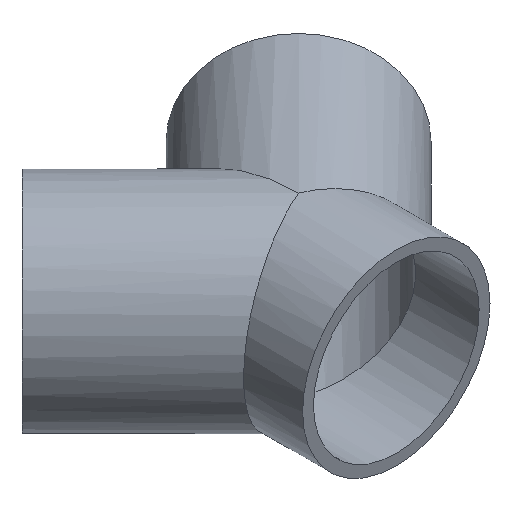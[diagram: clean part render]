
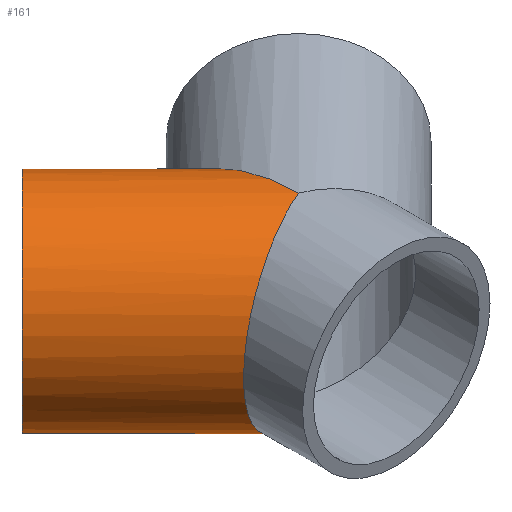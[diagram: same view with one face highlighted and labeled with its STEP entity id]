
A CAD part, isometric view. The second image highlights one B-rep face of the part: STEP entity #161.
In plain terms, the highlighted cylindrical face has radius 109.537 mm (diameter 219.075 mm), a full revolution.
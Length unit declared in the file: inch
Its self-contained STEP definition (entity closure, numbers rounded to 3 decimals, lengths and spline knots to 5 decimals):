
#26=FACE_OUTER_BOUND('',#36,.T.);
#36=EDGE_LOOP('',(#133,#134,#135,#136,#137,#138));
#46=CIRCLE('',#207,4.3125);
#52=LINE('',#308,#58);
#58=VECTOR('',#258,4.3125);
#66=ELLIPSE('',#198,6.0988,4.3125);
#67=ELLIPSE('',#199,6.0988,4.3125);
#69=ELLIPSE('',#205,4.66782,4.3125);
#76=VERTEX_POINT('',#289);
#78=VERTEX_POINT('',#292);
#79=VERTEX_POINT('',#294);
#82=VERTEX_POINT('',#307);
#94=EDGE_CURVE('',#78,#76,#66,.T.);
#95=EDGE_CURVE('',#79,#78,#67,.T.);
#101=EDGE_CURVE('',#79,#76,#69,.T.);
#102=EDGE_CURVE('',#78,#82,#52,.T.);
#103=EDGE_CURVE('',#82,#82,#46,.T.);
#133=ORIENTED_EDGE('',*,*,#95,.T.);
#134=ORIENTED_EDGE('',*,*,#102,.T.);
#135=ORIENTED_EDGE('',*,*,#103,.F.);
#136=ORIENTED_EDGE('',*,*,#102,.F.);
#137=ORIENTED_EDGE('',*,*,#94,.T.);
#138=ORIENTED_EDGE('',*,*,#101,.F.);
#154=CYLINDRICAL_SURFACE('',#206,4.3125);
#161=ADVANCED_FACE('',(#26),#154,.T.);
#198=AXIS2_PLACEMENT_3D('',#293,#238,#239);
#199=AXIS2_PLACEMENT_3D('',#295,#240,#241);
#205=AXIS2_PLACEMENT_3D('',#305,#254,#255);
#206=AXIS2_PLACEMENT_3D('',#306,#256,#257);
#207=AXIS2_PLACEMENT_3D('',#309,#259,#260);
#238=DIRECTION('center_axis',(-1.,0.,0.));
#239=DIRECTION('ref_axis',(0.,1.,0.));
#240=DIRECTION('center_axis',(-1.,0.,0.));
#241=DIRECTION('ref_axis',(0.,1.,0.));
#254=DIRECTION('center_axis',(0.383,-0.924,0.));
#255=DIRECTION('ref_axis',(-0.924,-0.383,0.));
#256=DIRECTION('center_axis',(0.707,-0.707,0.));
#257=DIRECTION('ref_axis',(-0.707,-0.707,0.));
#258=DIRECTION('',(-0.707,0.707,0.));
#259=DIRECTION('center_axis',(-0.707,0.707,0.));
#260=DIRECTION('ref_axis',(-0.707,-0.707,0.));
#289=CARTESIAN_POINT('',(0.,4.5,-4.3125));
#292=CARTESIAN_POINT('',(0.,10.5988,0.));
#293=CARTESIAN_POINT('Origin',(0.,4.5,0.));
#294=CARTESIAN_POINT('',(0.,4.5,4.3125));
#295=CARTESIAN_POINT('Origin',(0.,4.5,0.));
#305=CARTESIAN_POINT('Origin',(0.,4.5,0.));
#306=CARTESIAN_POINT('Origin',(-6.36396,10.86396,0.));
#307=CARTESIAN_POINT('',(-3.31456,13.91336,0.));
#308=CARTESIAN_POINT('',(-3.31456,13.91336,0.));
#309=CARTESIAN_POINT('Origin',(-6.36396,10.86396,0.));
